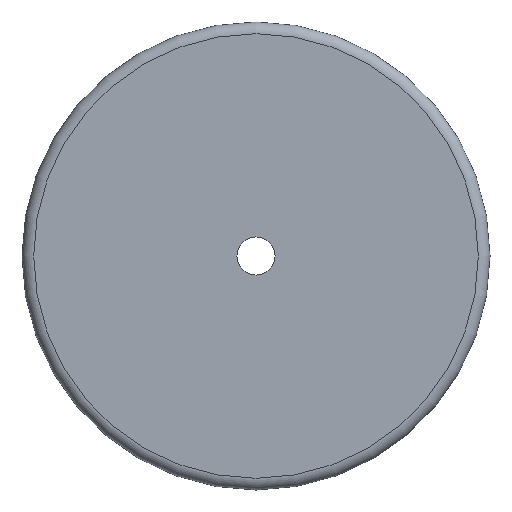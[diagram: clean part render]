
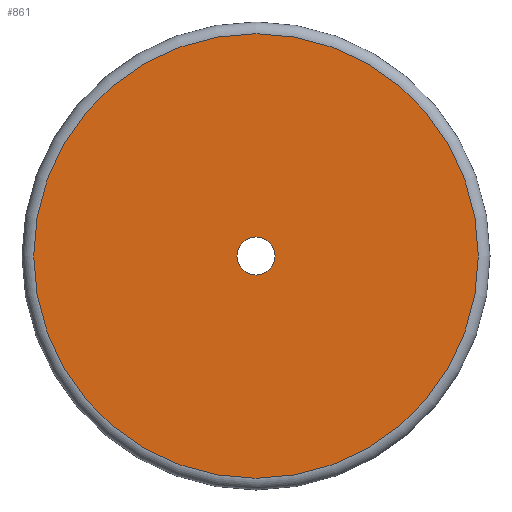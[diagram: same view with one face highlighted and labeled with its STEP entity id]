
A CAD part, front view. The second image highlights one B-rep face of the part: STEP entity #861.
In plain terms, the highlighted planar face has unit normal (0, -1, 0).
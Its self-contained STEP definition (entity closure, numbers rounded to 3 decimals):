
#109=FACE_BOUND('',#201,.T.);
#117=PLANE('',#1021);
#150=FACE_OUTER_BOUND('',#200,.T.);
#200=EDGE_LOOP('',(#634,#635));
#201=EDGE_LOOP('',(#636));
#391=CIRCLE('',#1014,38.);
#395=CIRCLE('',#1018,38.);
#397=CIRCLE('',#1022,3.25);
#418=VERTEX_POINT('',#1289);
#419=VERTEX_POINT('',#1290);
#423=VERTEX_POINT('',#1303);
#499=EDGE_CURVE('',#418,#419,#391,.T.);
#503=EDGE_CURVE('',#419,#418,#395,.T.);
#506=EDGE_CURVE('',#423,#423,#397,.T.);
#634=ORIENTED_EDGE('',*,*,#499,.F.);
#635=ORIENTED_EDGE('',*,*,#503,.F.);
#636=ORIENTED_EDGE('',*,*,#506,.T.);
#861=ADVANCED_FACE('',(#150,#109),#117,.F.);
#1014=AXIS2_PLACEMENT_3D('',#1291,#1093,#1094);
#1018=AXIS2_PLACEMENT_3D('',#1297,#1101,#1102);
#1021=AXIS2_PLACEMENT_3D('',#1302,#1108,#1109);
#1022=AXIS2_PLACEMENT_3D('',#1304,#1110,#1111);
#1093=DIRECTION('center_axis',(0.,1.,0.));
#1094=DIRECTION('ref_axis',(1.,0.,0.));
#1101=DIRECTION('center_axis',(0.,1.,0.));
#1102=DIRECTION('ref_axis',(1.,0.,0.));
#1108=DIRECTION('center_axis',(0.,1.,0.));
#1109=DIRECTION('ref_axis',(0.,0.,1.));
#1110=DIRECTION('center_axis',(0.,1.,0.));
#1111=DIRECTION('ref_axis',(1.,0.,0.));
#1289=CARTESIAN_POINT('',(-38.,0.,0.));
#1290=CARTESIAN_POINT('',(0.,0.,38.));
#1291=CARTESIAN_POINT('Origin',(0.,0.,0.));
#1297=CARTESIAN_POINT('Origin',(0.,0.,0.));
#1302=CARTESIAN_POINT('Origin',(0.,0.,0.));
#1303=CARTESIAN_POINT('',(-3.25,0.,0.));
#1304=CARTESIAN_POINT('Origin',(0.,0.,0.));
